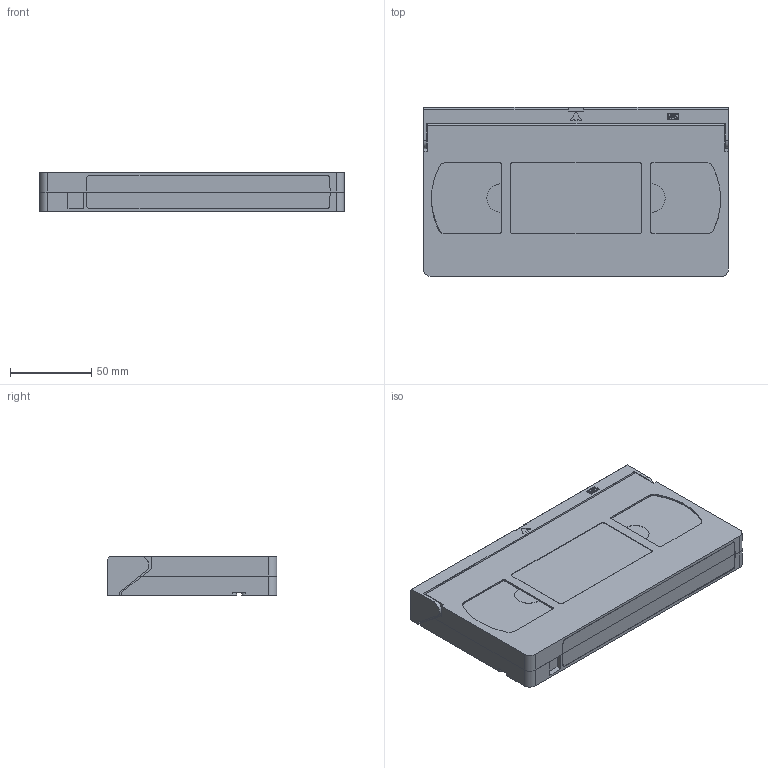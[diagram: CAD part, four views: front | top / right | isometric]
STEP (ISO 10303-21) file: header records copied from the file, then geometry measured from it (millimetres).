
FILE_DESCRIPTION((''),'2;1');
FILE_NAME( 'VHS_Cassette.stp', '2000-08-28T16:17:14',('User'),('SDRC'),'I-DEAS Master Series 8','UNIX', 'Yes');
FILE_SCHEMA(('CONFIG_CONTROL_DESIGN'));
Length unit declared in the file: millimetre
Products named in the file (1): D-1121
Assembly tree (11 placements, depth 2):
  D-1121
    #1202
    #1041
Bounding box: 187.32 x 103.98 x 23.81 mm (x, y, z)
Volume: 94536.9 mm3; surface area: 194739.2 mm2
Topology: 8 solids, 9 shells, 1293 faces, 3738 edges, 2715 vertices
Faces by surface type: bspline 1293
Entity records: 34601 total; most frequent: CARTESIAN_POINT 15680, ORIENTED_EDGE 6058, EDGE_CURVE 3025, VERTEX_POINT 1999, QUASI_UNIFORM_CURVE 1554, EDGE_LOOP 1174, FACE_OUTER_BOUND 1086, ADVANCED_FACE 1086
